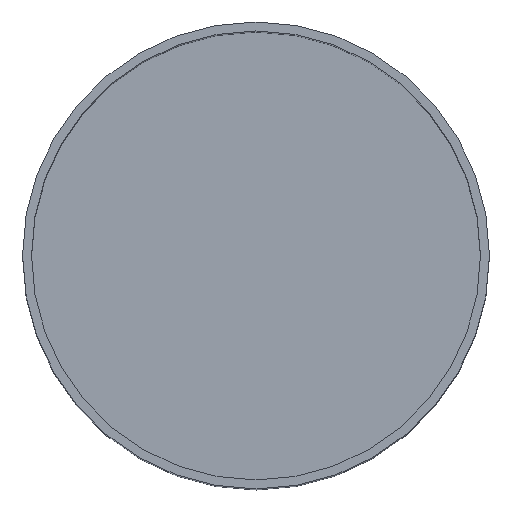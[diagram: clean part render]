
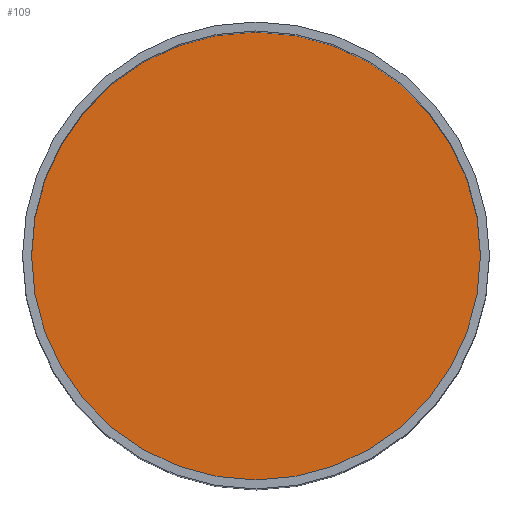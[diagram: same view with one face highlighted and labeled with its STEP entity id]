
A CAD part, top view. The second image highlights one B-rep face of the part: STEP entity #109.
In plain terms, the highlighted planar face has unit normal (0, 0, 1).
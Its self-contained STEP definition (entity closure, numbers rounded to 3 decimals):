
#19=PLANE('',#143);
#27=FACE_OUTER_BOUND('',#35,.T.);
#35=EDGE_LOOP('',(#95,#96));
#52=CIRCLE('',#144,25.);
#53=CIRCLE('',#145,25.);
#61=VERTEX_POINT('',#208);
#62=VERTEX_POINT('',#209);
#73=EDGE_CURVE('',#61,#62,#52,.F.);
#74=EDGE_CURVE('',#62,#61,#53,.F.);
#95=ORIENTED_EDGE('',*,*,#73,.F.);
#96=ORIENTED_EDGE('',*,*,#74,.F.);
#109=ADVANCED_FACE('',(#27),#19,.T.);
#143=AXIS2_PLACEMENT_3D('',#207,#174,#175);
#144=AXIS2_PLACEMENT_3D('',#210,#176,#177);
#145=AXIS2_PLACEMENT_3D('',#211,#178,#179);
#174=DIRECTION('center_axis',(0.,0.,1.));
#175=DIRECTION('ref_axis',(1.,0.,0.));
#176=DIRECTION('center_axis',(0.,0.,1.));
#177=DIRECTION('ref_axis',(1.,0.,0.));
#178=DIRECTION('center_axis',(0.,0.,1.));
#179=DIRECTION('ref_axis',(1.,0.,0.));
#207=CARTESIAN_POINT('Origin',(0.,0.,-35.));
#208=CARTESIAN_POINT('',(-25.,0.,-35.));
#209=CARTESIAN_POINT('',(25.,0.,-35.));
#210=CARTESIAN_POINT('Origin',(0.,0.,-35.));
#211=CARTESIAN_POINT('Origin',(0.,0.,-35.));
